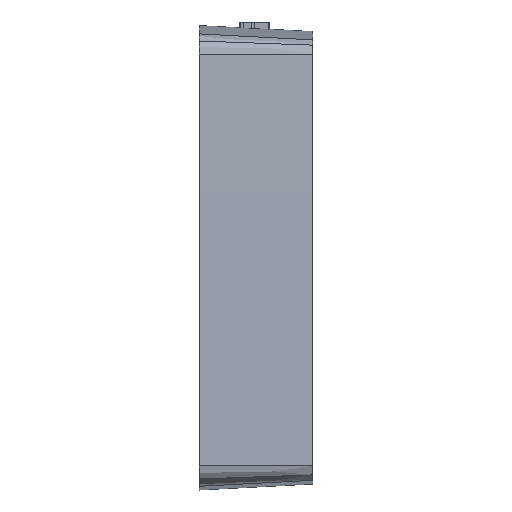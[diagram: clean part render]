
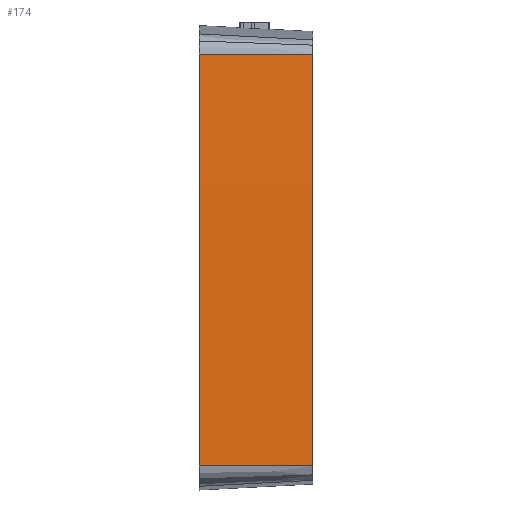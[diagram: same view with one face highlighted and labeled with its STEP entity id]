
A CAD part, left-side view. The second image highlights one B-rep face of the part: STEP entity #174.
In plain terms, the highlighted conical face has half-angle 3 degrees and reference radius 5277.93 mm.
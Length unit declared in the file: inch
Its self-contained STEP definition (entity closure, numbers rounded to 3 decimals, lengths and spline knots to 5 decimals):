
#41 = VERTEX_POINT ( 'NONE', #660 ) ;
#66 = ORIENTED_EDGE ( 'NONE', *, *, #168, .F. ) ;
#67 = ORIENTED_EDGE ( 'NONE', *, *, #68, .T. ) ;
#68 = EDGE_CURVE ( 'NONE', #228, #170, #570, .T. ) ;
#166 = EDGE_CURVE ( 'NONE', #170, #41, #856, .T. ) ;
#168 = EDGE_CURVE ( 'NONE', #169, #41, #852, .T. ) ;
#169 = VERTEX_POINT ( 'NONE', #910 ) ;
#170 = VERTEX_POINT ( 'NONE', #909 ) ;
#171 = ORIENTED_EDGE ( 'NONE', *, *, #166, .T. ) ;
#174 = ADVANCED_FACE ( 'NONE', ( #901 ), #903, .T. ) ;
#224 = EDGE_LOOP ( 'NONE', ( #66, #226, #67, #171 ) ) ;
#226 = ORIENTED_EDGE ( 'NONE', *, *, #227, .F. ) ;
#227 = EDGE_CURVE ( 'NONE', #228, #169, #1172, .T. ) ;
#228 = VERTEX_POINT ( 'NONE', #1108 ) ;
#567 = DIRECTION ( 'NONE',  ( 0., 0., -1. ) ) ;
#568 = DIRECTION ( 'NONE',  ( 0., 1., 0. ) ) ;
#569 = AXIS2_PLACEMENT_3D ( 'NONE', #576, #568, #567 ) ;
#570 = CIRCLE ( 'NONE', #569, 207.63513 ) ;
#576 = CARTESIAN_POINT ( 'NONE',  ( 198.45764, -3., -1.05495 ) ) ;
#660 = CARTESIAN_POINT ( 'NONE',  ( -9.23437, 0., 5.40203 ) ) ;
#848 = DIRECTION ( 'NONE',  ( 0., 0., 1. ) ) ;
#849 = DIRECTION ( 'NONE',  ( 0., 1., 0. ) ) ;
#850 = CARTESIAN_POINT ( 'NONE',  ( 198.45764, 0., -1.05495 ) ) ;
#851 = AXIS2_PLACEMENT_3D ( 'NONE', #850, #849, #848 ) ;
#852 = CIRCLE ( 'NONE', #851, 207.79236 ) ;
#853 = DIRECTION ( 'NONE',  ( -0.052, 0.999, 0.002 ) ) ;
#854 = VECTOR ( 'NONE', #853, 39.37008 ) ;
#855 = CARTESIAN_POINT ( 'NONE',  ( -9.23437, 0., 5.40203 ) ) ;
#856 = LINE ( 'NONE', #855, #854 ) ;
#898 = DIRECTION ( 'NONE',  ( 0., 0., 1. ) ) ;
#899 = DIRECTION ( 'NONE',  ( 0., 1., 0. ) ) ;
#900 = CARTESIAN_POINT ( 'NONE',  ( 198.45764, 0., -1.05495 ) ) ;
#901 = FACE_OUTER_BOUND ( 'NONE', #224, .T. ) ;
#902 = AXIS2_PLACEMENT_3D ( 'NONE', #900, #899, #898 ) ;
#903 = CONICAL_SURFACE ( 'NONE', #902, 207.79236, 0.052 ) ;
#909 = CARTESIAN_POINT ( 'NONE',  ( -9.07722, -3., 5.39715 ) ) ;
#910 = CARTESIAN_POINT ( 'NONE',  ( -9.28706, 0., -5.50498 ) ) ;
#1108 = CARTESIAN_POINT ( 'NONE',  ( -9.12988, -3., -5.50161 ) ) ;
#1172 = LINE ( 'NONE', #1183, #1182 ) ;
#1173 = DIRECTION ( 'NONE',  ( -0.052, 0.999, -0.001 ) ) ;
#1182 = VECTOR ( 'NONE', #1173, 39.37008 ) ;
#1183 = CARTESIAN_POINT ( 'NONE',  ( -9.28706, 0., -5.50498 ) ) ;
